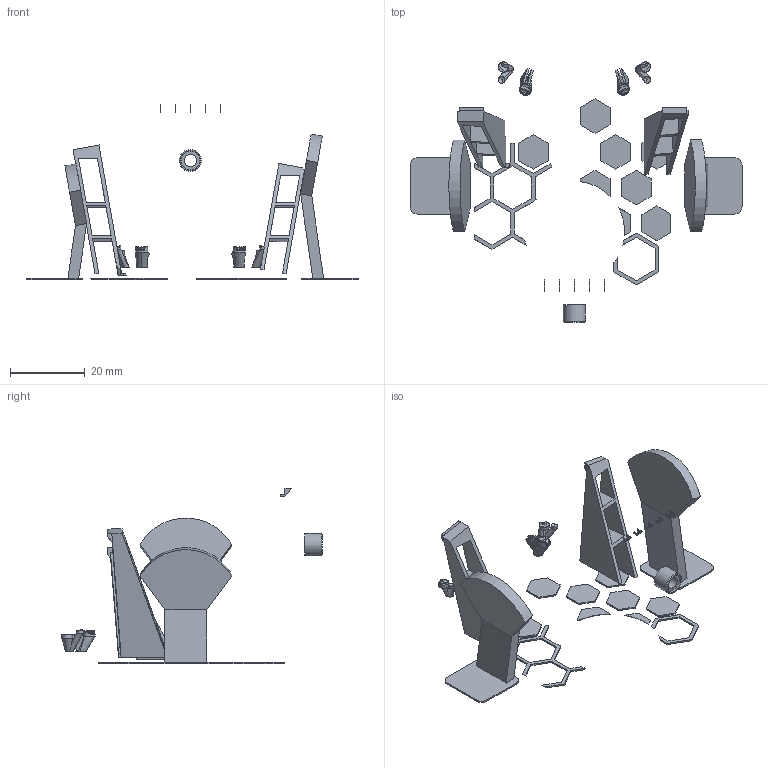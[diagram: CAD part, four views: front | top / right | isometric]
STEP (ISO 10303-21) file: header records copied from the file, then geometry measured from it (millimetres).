
FILE_DESCRIPTION(('Open CASCADE Model'),'2;1');
FILE_NAME('Open CASCADE Shape Model','2025-03-20T14:12:00',('Author'),( 'Open CASCADE'),'Open CASCADE STEP processor 7.7','Open CASCADE 7.7' ,'Unknown');
FILE_SCHEMA(('AUTOMOTIVE_DESIGN { 1 0 10303 214 1 1 1 1 }'));
Length unit declared in the file: millimetre
Products named in the file (25): Open CASCADE STEP translator 7.7 1; Open CASCADE STEP translator 7.7 1.1; Open CASCADE STEP translator 7.7 1.2; Open CASCADE STEP translator 7.7 1.3; Open CASCADE STEP translator 7.7 1.4; Open CASCADE STEP translator 7.7 1.5; Open CASCADE STEP translator 7.7 1.6; Open CASCADE STEP translator 7.7 1.7; Open CASCADE STEP translator 7.7 1.8; Open CASCADE STEP translator 7.7 1.9; Open CASCADE STEP translator 7.7 1.10; Open CASCADE STEP translator 7.7 1.11; Open CASCADE STEP translator 7.7 1.12; Open CASCADE STEP translator 7.7 1.13; Open CASCADE STEP translator 7.7 1.14; Open CASCADE STEP translator 7.7 1.15; Open CASCADE STEP translator 7.7 1.16; Open CASCADE STEP translator 7.7 1.17; Open CASCADE STEP translator 7.7 1.18; Open CASCADE STEP translator 7.7 1.19; Open CASCADE STEP translator 7.7 1.20; Open CASCADE STEP translator 7.7 1.21; Open CASCADE STEP translator 7.7 1.22; Open CASCADE STEP translator 7.7 1.23; Open CASCADE STEP translator 7.7 1.24
Assembly tree (24 placements, depth 2):
  Open CASCADE STEP translator 7.7 1
    Open CASCADE STEP translator 7.7 1.1
    Open CASCADE STEP translator 7.7 1.2
    Open CASCADE STEP translator 7.7 1.3
    Open CASCADE STEP translator 7.7 1.4
    Open CASCADE STEP translator 7.7 1.5
    Open CASCADE STEP translator 7.7 1.6
    Open CASCADE STEP translator 7.7 1.7
    Open CASCADE STEP translator 7.7 1.8
    Open CASCADE STEP translator 7.7 1.9
    Open CASCADE STEP translator 7.7 1.10
    Open CASCADE STEP translator 7.7 1.11
    Open CASCADE STEP translator 7.7 1.12
    Open CASCADE STEP translator 7.7 1.13
    Open CASCADE STEP translator 7.7 1.14
    Open CASCADE STEP translator 7.7 1.15
    Open CASCADE STEP translator 7.7 1.16
    Open CASCADE STEP translator 7.7 1.17
    Open CASCADE STEP translator 7.7 1.18
    Open CASCADE STEP translator 7.7 1.19
    Open CASCADE STEP translator 7.7 1.20
    Open CASCADE STEP translator 7.7 1.21
    Open CASCADE STEP translator 7.7 1.22
    Open CASCADE STEP translator 7.7 1.23
    Open CASCADE STEP translator 7.7 1.24
Bounding box: 88.58 x 69.45 x 46.9 mm (x, y, z)
Volume: 4706.8 mm3; surface area: 7763.6 mm2
Topology: 24 solids, 24 shells, 435 faces, 1095 edges, 709 vertices
Faces by surface type: plane 311, bspline 69, cylinder 40, cone 11, torus 2, sphere 2
Full cylindrical faces by diameter (mm): 1.805 x2, 2.719 x2, 3.263 x2, 3.3 x1, 4.9 x1, 5.9 x1
Entity records: 37477 total; most frequent: CARTESIAN_POINT 16202, DIRECTION 3550, LINE 2301, VECTOR 2301, ORIENTED_EDGE 2182, PCURVE 2182, DEFINITIONAL_REPRESENTATION 2182, EDGE_CURVE 1091
